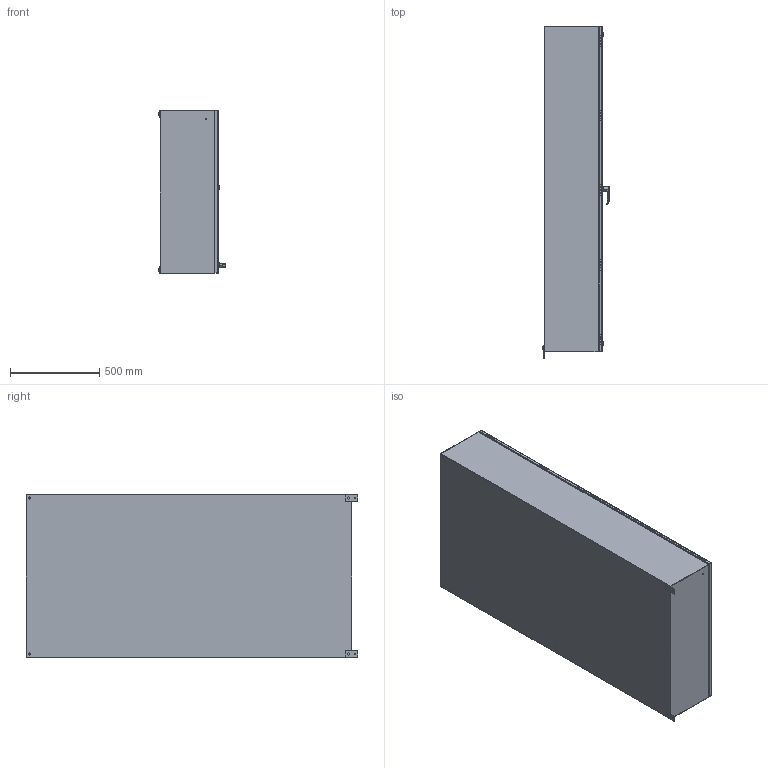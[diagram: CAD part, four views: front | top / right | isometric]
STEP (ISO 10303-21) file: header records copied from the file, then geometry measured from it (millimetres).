
FILE_DESCRIPTION (( 'STEP AP214' ), '1' );
FILE_NAME ('EN4SD723612LG.STEP', '2019-09-19T10:47:56', ( '' ), ( '' ), 'SwSTEP 2.0', 'SolidWorks 2018', '' );
FILE_SCHEMA (( 'AUTOMOTIVE_DESIGN' ));
Length unit declared in the file: inch
Products named in the file (1): EN4SD723612LG
Bounding box: 373.2 x 1863.41 x 914.39 mm (x, y, z)
Volume: 10660293.4 mm3; surface area: 11795220.2 mm2
Topology: 100 solids, 101 shells, 2461 faces, 5849 edges, 3686 vertices
Faces by surface type: plane 1167, cylinder 902, bspline 253, cone 77, torus 62
Entity records: 164816 total; most frequent: CARTESIAN_POINT 76042, ORIENTED_EDGE 11614, DIRECTION 11155, EDGE_CURVE 5807, AXIS2_PLACEMENT_3D 3952, VERTEX_POINT 3686, VECTOR 3251, LINE 3251
